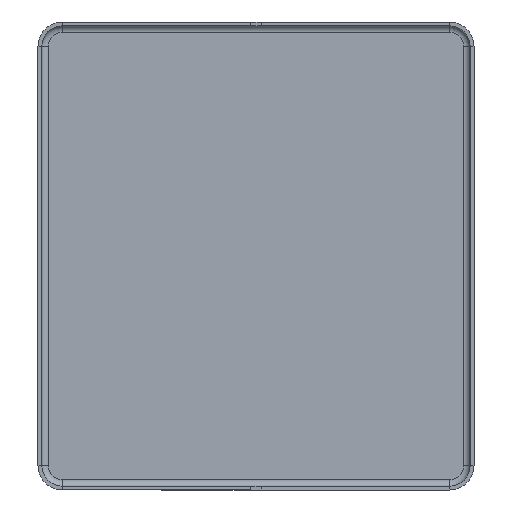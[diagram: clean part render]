
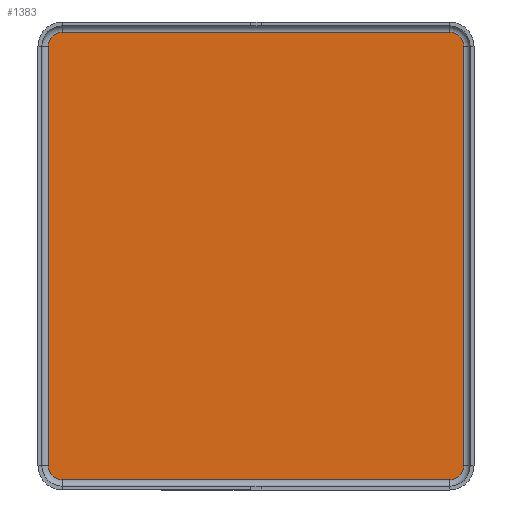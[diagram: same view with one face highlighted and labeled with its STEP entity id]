
A CAD part, front view. The second image highlights one B-rep face of the part: STEP entity #1383.
In plain terms, the highlighted planar face has unit normal (0, -1, 0).
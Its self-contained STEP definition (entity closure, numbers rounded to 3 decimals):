
#37 = VERTEX_POINT ( 'NONE', #1329 ) ;
#47 = ORIENTED_EDGE ( 'NONE', *, *, #480, .F. ) ;
#93 = DIRECTION ( 'NONE',  ( 0., 1., 0. ) ) ;
#100 = EDGE_CURVE ( 'NONE', #37, #893, #102, .T. ) ;
#102 = LINE ( 'NONE', #1127, #1371 ) ;
#105 = ORIENTED_EDGE ( 'NONE', *, *, #246, .F. ) ;
#114 = DIRECTION ( 'NONE',  ( 1., 0., 0. ) ) ;
#121 = VERTEX_POINT ( 'NONE', #910 ) ;
#141 = AXIS2_PLACEMENT_3D ( 'NONE', #1218, #93, #870 ) ;
#144 = CARTESIAN_POINT ( 'NONE',  ( 16.25, -0.3, 16.4 ) ) ;
#158 = PLANE ( 'NONE',  #550 ) ;
#160 = VERTEX_POINT ( 'NONE', #1136 ) ;
#165 = LINE ( 'NONE', #523, #1246 ) ;
#174 = CARTESIAN_POINT ( 'NONE',  ( -16.25, -0.3, -16.4 ) ) ;
#190 = CARTESIAN_POINT ( 'NONE',  ( -15.15, -0.3, -17.5 ) ) ;
#211 = VERTEX_POINT ( 'NONE', #144 ) ;
#225 = DIRECTION ( 'NONE',  ( 0., 1., 0. ) ) ;
#246 = EDGE_CURVE ( 'NONE', #866, #160, #1294, .T. ) ;
#256 = VECTOR ( 'NONE', #369, 1000. ) ;
#262 = VERTEX_POINT ( 'NONE', #190 ) ;
#273 = ORIENTED_EDGE ( 'NONE', *, *, #100, .F. ) ;
#314 = CARTESIAN_POINT ( 'NONE',  ( -15.15, -0.3, 16.4 ) ) ;
#330 = EDGE_CURVE ( 'NONE', #121, #262, #165, .T. ) ;
#331 = CARTESIAN_POINT ( 'NONE',  ( 15.15, -0.3, 16.4 ) ) ;
#365 = EDGE_CURVE ( 'NONE', #160, #37, #1368, .T. ) ;
#369 = DIRECTION ( 'NONE',  ( 0., 0., 1. ) ) ;
#383 = AXIS2_PLACEMENT_3D ( 'NONE', #331, #225, #1121 ) ;
#394 = EDGE_CURVE ( 'NONE', #211, #1163, #1150, .T. ) ;
#480 = EDGE_CURVE ( 'NONE', #893, #211, #921, .T. ) ;
#486 = EDGE_LOOP ( 'NONE', ( #47, #273, #1149, #105, #805, #1413, #608, #783 ) ) ;
#523 = CARTESIAN_POINT ( 'NONE',  ( 15.15, -0.3, -17.5 ) ) ;
#529 = AXIS2_PLACEMENT_3D ( 'NONE', #918, #667, #651 ) ;
#546 = DIRECTION ( 'NONE',  ( 0., 1., 0. ) ) ;
#550 = AXIS2_PLACEMENT_3D ( 'NONE', #1058, #832, #941 ) ;
#555 = CIRCLE ( 'NONE', #141, 1.1 ) ;
#608 = ORIENTED_EDGE ( 'NONE', *, *, #670, .F. ) ;
#651 = DIRECTION ( 'NONE',  ( 0., 0., 1. ) ) ;
#667 = DIRECTION ( 'NONE',  ( 0., 1., 0. ) ) ;
#670 = EDGE_CURVE ( 'NONE', #1163, #121, #555, .T. ) ;
#686 = CIRCLE ( 'NONE', #529, 1.1 ) ;
#728 = EDGE_CURVE ( 'NONE', #262, #866, #686, .T. ) ;
#783 = ORIENTED_EDGE ( 'NONE', *, *, #394, .F. ) ;
#785 = DIRECTION ( 'NONE',  ( 0., 0., 1. ) ) ;
#805 = ORIENTED_EDGE ( 'NONE', *, *, #728, .F. ) ;
#832 = DIRECTION ( 'NONE',  ( 0., -1., 0. ) ) ;
#860 = AXIS2_PLACEMENT_3D ( 'NONE', #314, #546, #785 ) ;
#866 = VERTEX_POINT ( 'NONE', #174 ) ;
#870 = DIRECTION ( 'NONE',  ( 0., 0., 1. ) ) ;
#893 = VERTEX_POINT ( 'NONE', #1301 ) ;
#910 = CARTESIAN_POINT ( 'NONE',  ( 15.15, -0.3, -17.5 ) ) ;
#913 = CARTESIAN_POINT ( 'NONE',  ( 16.25, -0.3, 16.4 ) ) ;
#918 = CARTESIAN_POINT ( 'NONE',  ( -15.15, -0.3, -16.4 ) ) ;
#921 = CIRCLE ( 'NONE', #383, 1.1 ) ;
#925 = CARTESIAN_POINT ( 'NONE',  ( 16.25, -0.3, -16.4 ) ) ;
#941 = DIRECTION ( 'NONE',  ( 0., 0., -1. ) ) ;
#1046 = CARTESIAN_POINT ( 'NONE',  ( -16.25, -0.3, -16.4 ) ) ;
#1058 = CARTESIAN_POINT ( 'NONE',  ( 15.15, -0.3, 16.4 ) ) ;
#1067 = FACE_OUTER_BOUND ( 'NONE', #486, .T. ) ;
#1121 = DIRECTION ( 'NONE',  ( 0., 0., 1. ) ) ;
#1127 = CARTESIAN_POINT ( 'NONE',  ( -15.15, -0.3, 17.5 ) ) ;
#1136 = CARTESIAN_POINT ( 'NONE',  ( -16.25, -0.3, 16.4 ) ) ;
#1149 = ORIENTED_EDGE ( 'NONE', *, *, #365, .F. ) ;
#1150 = LINE ( 'NONE', #913, #1427 ) ;
#1163 = VERTEX_POINT ( 'NONE', #925 ) ;
#1218 = CARTESIAN_POINT ( 'NONE',  ( 15.15, -0.3, -16.4 ) ) ;
#1230 = DIRECTION ( 'NONE',  ( 0., 0., -1. ) ) ;
#1246 = VECTOR ( 'NONE', #1401, 1000. ) ;
#1294 = LINE ( 'NONE', #1046, #256 ) ;
#1301 = CARTESIAN_POINT ( 'NONE',  ( 15.15, -0.3, 17.5 ) ) ;
#1329 = CARTESIAN_POINT ( 'NONE',  ( -15.15, -0.3, 17.5 ) ) ;
#1368 = CIRCLE ( 'NONE', #860, 1.1 ) ;
#1371 = VECTOR ( 'NONE', #114, 1000. ) ;
#1383 = ADVANCED_FACE ( 'NONE', ( #1067 ), #158, .T. ) ;
#1401 = DIRECTION ( 'NONE',  ( -1., 0., 0. ) ) ;
#1413 = ORIENTED_EDGE ( 'NONE', *, *, #330, .F. ) ;
#1427 = VECTOR ( 'NONE', #1230, 1000. ) ;
